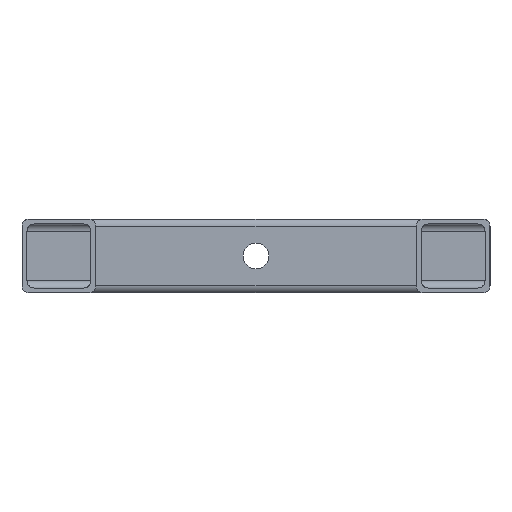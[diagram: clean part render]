
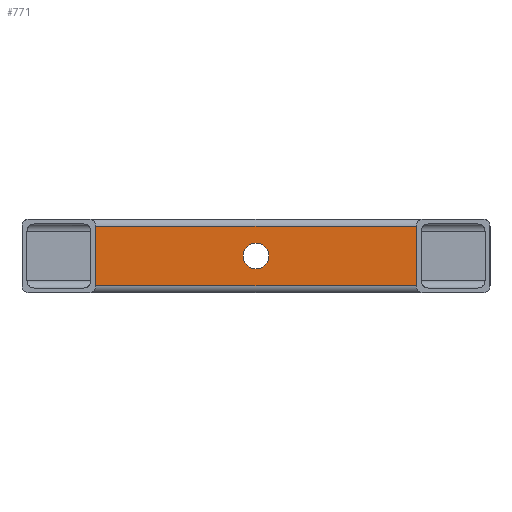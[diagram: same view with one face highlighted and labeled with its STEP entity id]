
A CAD part, left-side view. The second image highlights one B-rep face of the part: STEP entity #771.
In plain terms, the highlighted planar face has unit normal (-1, 0, 0).
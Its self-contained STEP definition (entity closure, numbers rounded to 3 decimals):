
#27 = PLANE ( 'NONE',  #282 ) ;
#30 = VECTOR ( 'NONE', #1641, 1000. ) ;
#100 = DIRECTION ( 'NONE',  ( 0., 0., -1. ) ) ;
#114 = EDGE_CURVE ( 'NONE', #606, #123, #715, .T. ) ;
#123 = VERTEX_POINT ( 'NONE', #372 ) ;
#130 = AXIS2_PLACEMENT_3D ( 'NONE', #697, #685, #1317 ) ;
#151 = DIRECTION ( 'NONE',  ( 0., 0., -1. ) ) ;
#166 = ORIENTED_EDGE ( 'NONE', *, *, #1757, .T. ) ;
#187 = CARTESIAN_POINT ( 'NONE',  ( 332., 80., 0. ) ) ;
#250 = LINE ( 'NONE', #1499, #815 ) ;
#282 = AXIS2_PLACEMENT_3D ( 'NONE', #952, #1404, #1877 ) ;
#300 = ORIENTED_EDGE ( 'NONE', *, *, #1561, .F. ) ;
#313 = AXIS2_PLACEMENT_3D ( 'NONE', #187, #353, #661 ) ;
#340 = FACE_OUTER_BOUND ( 'NONE', #1116, .T. ) ;
#353 = DIRECTION ( 'NONE',  ( -1., 0., 0. ) ) ;
#368 = VERTEX_POINT ( 'NONE', #1136 ) ;
#372 = CARTESIAN_POINT ( 'NONE',  ( 332., 145., 12. ) ) ;
#419 = ORIENTED_EDGE ( 'NONE', *, *, #1310, .F. ) ;
#458 = LINE ( 'NONE', #1071, #1081 ) ;
#606 = VERTEX_POINT ( 'NONE', #763 ) ;
#654 = CIRCLE ( 'NONE', #130, 5.25 ) ;
#661 = DIRECTION ( 'NONE',  ( 0., -1., 0. ) ) ;
#685 = DIRECTION ( 'NONE',  ( -1., 0., 0. ) ) ;
#697 = CARTESIAN_POINT ( 'NONE',  ( 332., 80., 0. ) ) ;
#715 = LINE ( 'NONE', #1030, #30 ) ;
#763 = CARTESIAN_POINT ( 'NONE',  ( 332., 15., 12. ) ) ;
#771 = ADVANCED_FACE ( 'NONE', ( #1107, #340 ), #27, .T. ) ;
#803 = VECTOR ( 'NONE', #1343, 1000. ) ;
#813 = CARTESIAN_POINT ( 'NONE',  ( 332., 145., -12. ) ) ;
#815 = VECTOR ( 'NONE', #100, 1000. ) ;
#896 = EDGE_CURVE ( 'NONE', #368, #1547, #983, .T. ) ;
#926 = EDGE_LOOP ( 'NONE', ( #300, #1883 ) ) ;
#952 = CARTESIAN_POINT ( 'NONE',  ( 332., -16.6, 12. ) ) ;
#983 = LINE ( 'NONE', #1498, #803 ) ;
#1030 = CARTESIAN_POINT ( 'NONE',  ( 332., -16.6, 12. ) ) ;
#1056 = VERTEX_POINT ( 'NONE', #1175 ) ;
#1071 = CARTESIAN_POINT ( 'NONE',  ( 332., 145., 12. ) ) ;
#1081 = VECTOR ( 'NONE', #151, 1000. ) ;
#1107 = FACE_BOUND ( 'NONE', #926, .T. ) ;
#1116 = EDGE_LOOP ( 'NONE', ( #2010, #166, #1372, #419 ) ) ;
#1136 = CARTESIAN_POINT ( 'NONE',  ( 332., 15., -12. ) ) ;
#1175 = CARTESIAN_POINT ( 'NONE',  ( 332., 85.25, 0. ) ) ;
#1310 = EDGE_CURVE ( 'NONE', #606, #368, #250, .T. ) ;
#1317 = DIRECTION ( 'NONE',  ( 0., -1., 0. ) ) ;
#1343 = DIRECTION ( 'NONE',  ( 0., 1., 0. ) ) ;
#1372 = ORIENTED_EDGE ( 'NONE', *, *, #896, .F. ) ;
#1404 = DIRECTION ( 'NONE',  ( -1., 0., 0. ) ) ;
#1498 = CARTESIAN_POINT ( 'NONE',  ( 332., -16.6, -12. ) ) ;
#1499 = CARTESIAN_POINT ( 'NONE',  ( 332., 15., 12. ) ) ;
#1547 = VERTEX_POINT ( 'NONE', #813 ) ;
#1561 = EDGE_CURVE ( 'NONE', #1056, #1982, #654, .T. ) ;
#1641 = DIRECTION ( 'NONE',  ( 0., 1., 0. ) ) ;
#1659 = CIRCLE ( 'NONE', #313, 5.25 ) ;
#1757 = EDGE_CURVE ( 'NONE', #123, #1547, #458, .T. ) ;
#1877 = DIRECTION ( 'NONE',  ( 0., -1., 0. ) ) ;
#1883 = ORIENTED_EDGE ( 'NONE', *, *, #1990, .F. ) ;
#1909 = CARTESIAN_POINT ( 'NONE',  ( 332., 74.75, 0. ) ) ;
#1982 = VERTEX_POINT ( 'NONE', #1909 ) ;
#1990 = EDGE_CURVE ( 'NONE', #1982, #1056, #1659, .T. ) ;
#2010 = ORIENTED_EDGE ( 'NONE', *, *, #114, .T. ) ;
